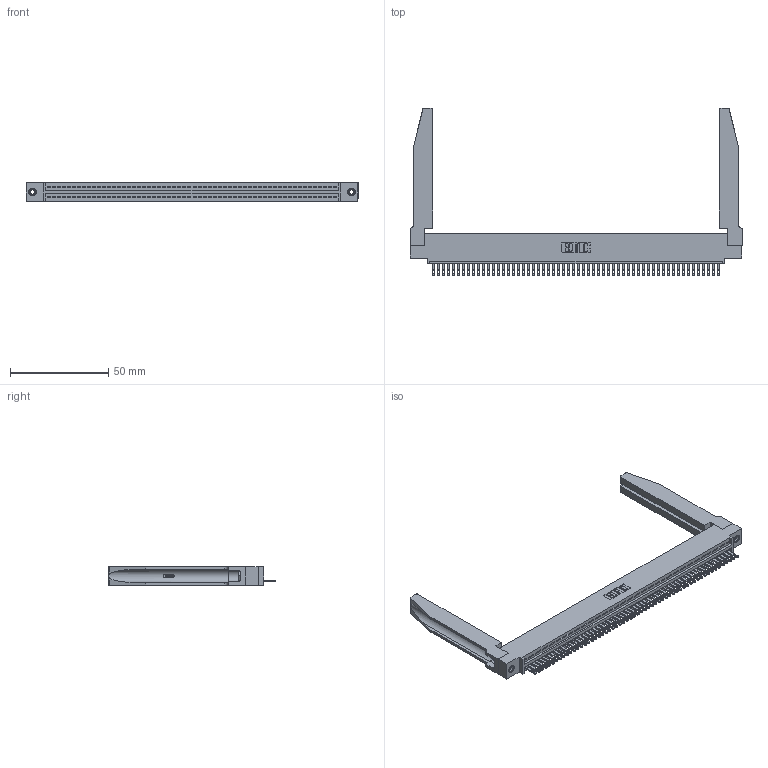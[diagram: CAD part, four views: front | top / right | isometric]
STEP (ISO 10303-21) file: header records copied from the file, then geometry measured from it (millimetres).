
FILE_DESCRIPTION (( 'STEP AP203' ), '1' );
FILE_NAME ('345-058-500-478.STEP', '2019-10-10T15:19:54', ( '' ), ( '' ), 'SwSTEP 2.0', 'SolidWorks 2016', '' );
FILE_SCHEMA (( 'CONFIG_CONTROL_DESIGN' ));
Length unit declared in the file: inch
Products named in the file (5): 345-220-078_345-220-078; 345 Part_0.110 Offset - 0.156 Dia-TH; 345-292-001_345-293-100; 345-250-001_345-250-001-102; 345-058-500-478
Assembly tree (63 placements, depth 2):
  345-058-500-478
    345 Part_0.110 Offset - 0.156 Dia-TH
    345-292-001_345-293-100  x58
    345-250-001_345-250-001-102  x2
    345-220-078_345-220-078  x2
Bounding box: 168.55 x 85.27 x 9.4 mm (x, y, z)
Volume: 23873.6 mm3; surface area: 28674.7 mm2
Topology: 63 solids, 63 shells, 3496 faces, 10705 edges, 7126 vertices
Faces by surface type: plane 2198, cylinder 1246, bspline 36, cone 12, torus 4
Entity records: 46300 total; most frequent: CARTESIAN_POINT 8917, ORIENTED_EDGE 7806, DIRECTION 6773, EDGE_CURVE 3903, LINE 3441, VECTOR 3441, VERTEX_POINT 2596, AXIS2_PLACEMENT_3D 1666
